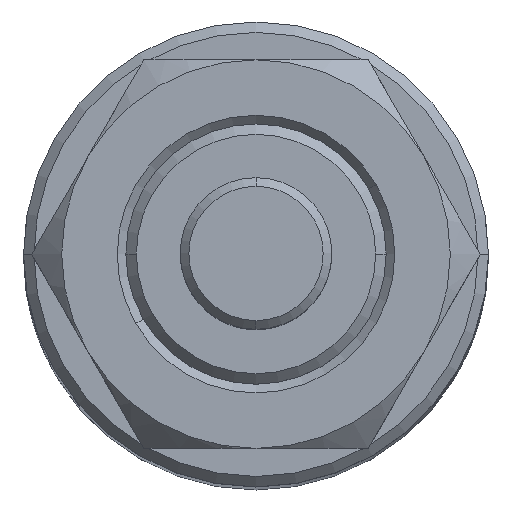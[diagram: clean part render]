
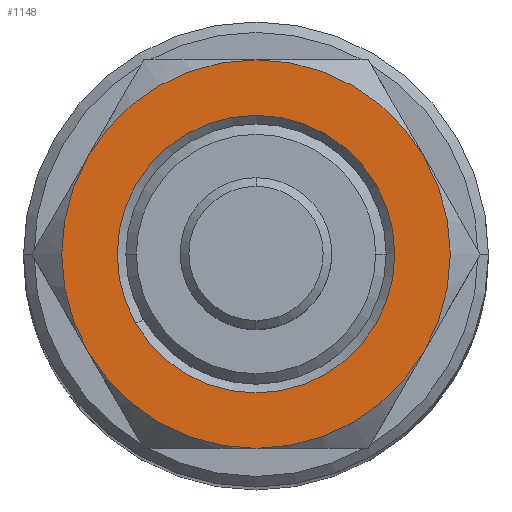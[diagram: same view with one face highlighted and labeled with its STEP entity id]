
A CAD part, top view. The second image highlights one B-rep face of the part: STEP entity #1148.
In plain terms, the highlighted planar face has unit normal (0, 0, 1).
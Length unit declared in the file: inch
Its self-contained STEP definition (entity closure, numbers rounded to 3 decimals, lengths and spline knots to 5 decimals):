
#73 = ORIENTED_EDGE ( 'NONE', *, *, #1911, .F. ) ;
#106 = CARTESIAN_POINT ( 'NONE',  ( 0., 0., 0.21 ) ) ;
#108 = CIRCLE ( 'NONE', #1799, 0.56 ) ;
#130 = DIRECTION ( 'NONE',  ( -1., 0., 0. ) ) ;
#140 = CIRCLE ( 'NONE', #1486, 0.56 ) ;
#195 = DIRECTION ( 'NONE',  ( -1., 0., 0. ) ) ;
#324 = ORIENTED_EDGE ( 'NONE', *, *, #2556, .F. ) ;
#327 = DIRECTION ( 'NONE',  ( 1., 0., 0. ) ) ;
#410 = EDGE_CURVE ( 'NONE', #1375, #1561, #1604, .T. ) ;
#414 = CIRCLE ( 'NONE', #1867, 0.56 ) ;
#472 = CARTESIAN_POINT ( 'NONE',  ( 0., 0., 0.21 ) ) ;
#495 = CARTESIAN_POINT ( 'NONE',  ( 0., 0., 0.21 ) ) ;
#496 = EDGE_CURVE ( 'NONE', #1074, #1526, #140, .T. ) ;
#632 = CARTESIAN_POINT ( 'NONE',  ( 0.28, 0.48497, 0.21 ) ) ;
#697 = DIRECTION ( 'NONE',  ( -1., 0., 0. ) ) ;
#718 = DIRECTION ( 'NONE',  ( -1., 0., 0. ) ) ;
#791 = EDGE_LOOP ( 'NONE', ( #2168, #813 ) ) ;
#813 = ORIENTED_EDGE ( 'NONE', *, *, #410, .T. ) ;
#895 = DIRECTION ( 'NONE',  ( 0., 0., -1. ) ) ;
#909 = CIRCLE ( 'NONE', #2120, 0.4 ) ;
#931 = EDGE_LOOP ( 'NONE', ( #73, #1134, #324, #2593, #2839, #1028 ) ) ;
#1028 = ORIENTED_EDGE ( 'NONE', *, *, #496, .F. ) ;
#1047 = EDGE_CURVE ( 'NONE', #1844, #1165, #414, .T. ) ;
#1060 = CARTESIAN_POINT ( 'NONE',  ( 0., 0., 0.21 ) ) ;
#1066 = DIRECTION ( 'NONE',  ( 0., 0., -1. ) ) ;
#1074 = VERTEX_POINT ( 'NONE', #2444 ) ;
#1113 = CARTESIAN_POINT ( 'NONE',  ( 0., 0., 0.21 ) ) ;
#1134 = ORIENTED_EDGE ( 'NONE', *, *, #1590, .F. ) ;
#1148 = ADVANCED_FACE ( 'NONE', ( #1567, #1322 ), #2700, .F. ) ;
#1165 = VERTEX_POINT ( 'NONE', #2267 ) ;
#1251 = EDGE_CURVE ( 'NONE', #1561, #1375, #909, .T. ) ;
#1268 = CARTESIAN_POINT ( 'NONE',  ( -0.4, 0., 0.21 ) ) ;
#1285 = DIRECTION ( 'NONE',  ( -1., 0., 0. ) ) ;
#1322 = FACE_OUTER_BOUND ( 'NONE', #931, .T. ) ;
#1339 = DIRECTION ( 'NONE',  ( -1., 0., 0. ) ) ;
#1350 = AXIS2_PLACEMENT_3D ( 'NONE', #2262, #895, #2480 ) ;
#1375 = VERTEX_POINT ( 'NONE', #1268 ) ;
#1467 = DIRECTION ( 'NONE',  ( 0., 0., -1. ) ) ;
#1472 = CIRCLE ( 'NONE', #1884, 0.56 ) ;
#1484 = VERTEX_POINT ( 'NONE', #1973 ) ;
#1486 = AXIS2_PLACEMENT_3D ( 'NONE', #2422, #1066, #2649 ) ;
#1526 = VERTEX_POINT ( 'NONE', #632 ) ;
#1531 = DIRECTION ( 'NONE',  ( 0., 0., -1. ) ) ;
#1561 = VERTEX_POINT ( 'NONE', #1781 ) ;
#1567 = FACE_BOUND ( 'NONE', #791, .T. ) ;
#1590 = EDGE_CURVE ( 'NONE', #1484, #2273, #2014, .T. ) ;
#1604 = CIRCLE ( 'NONE', #1982, 0.4 ) ;
#1619 = AXIS2_PLACEMENT_3D ( 'NONE', #472, #2056, #697 ) ;
#1675 = DIRECTION ( 'NONE',  ( 0., 0., 1. ) ) ;
#1709 = CARTESIAN_POINT ( 'NONE',  ( -0.56, 0., 0.21 ) ) ;
#1781 = CARTESIAN_POINT ( 'NONE',  ( 0.4, 0., 0.21 ) ) ;
#1799 = AXIS2_PLACEMENT_3D ( 'NONE', #1060, #2643, #1285 ) ;
#1844 = VERTEX_POINT ( 'NONE', #2170 ) ;
#1867 = AXIS2_PLACEMENT_3D ( 'NONE', #2885, #1531, #195 ) ;
#1884 = AXIS2_PLACEMENT_3D ( 'NONE', #106, #1675, #327 ) ;
#1911 = EDGE_CURVE ( 'NONE', #2273, #1074, #108, .T. ) ;
#1973 = CARTESIAN_POINT ( 'NONE',  ( -0.28, -0.48497, 0.21 ) ) ;
#1982 = AXIS2_PLACEMENT_3D ( 'NONE', #2823, #1467, #130 ) ;
#2006 = CIRCLE ( 'NONE', #1619, 0.56 ) ;
#2014 = CIRCLE ( 'NONE', #2814, 0.56 ) ;
#2056 = DIRECTION ( 'NONE',  ( 0., 0., -1. ) ) ;
#2081 = DIRECTION ( 'NONE',  ( 0., 0., -1. ) ) ;
#2120 = AXIS2_PLACEMENT_3D ( 'NONE', #495, #2081, #718 ) ;
#2166 = EDGE_CURVE ( 'NONE', #1844, #1526, #1472, .T. ) ;
#2168 = ORIENTED_EDGE ( 'NONE', *, *, #1251, .T. ) ;
#2170 = CARTESIAN_POINT ( 'NONE',  ( 0.56, 0., 0.21 ) ) ;
#2262 = CARTESIAN_POINT ( 'NONE',  ( 0.56, 0.96995, 0.21 ) ) ;
#2267 = CARTESIAN_POINT ( 'NONE',  ( 0.28, -0.48497, 0.21 ) ) ;
#2273 = VERTEX_POINT ( 'NONE', #1709 ) ;
#2422 = CARTESIAN_POINT ( 'NONE',  ( 0., 0., 0.21 ) ) ;
#2444 = CARTESIAN_POINT ( 'NONE',  ( -0.28, 0.48497, 0.21 ) ) ;
#2480 = DIRECTION ( 'NONE',  ( -1., 0., 0. ) ) ;
#2556 = EDGE_CURVE ( 'NONE', #1165, #1484, #2006, .T. ) ;
#2593 = ORIENTED_EDGE ( 'NONE', *, *, #1047, .F. ) ;
#2643 = DIRECTION ( 'NONE',  ( 0., 0., -1. ) ) ;
#2649 = DIRECTION ( 'NONE',  ( -1., 0., 0. ) ) ;
#2699 = DIRECTION ( 'NONE',  ( 0., 0., -1. ) ) ;
#2700 = PLANE ( 'NONE',  #1350 ) ;
#2814 = AXIS2_PLACEMENT_3D ( 'NONE', #1113, #2699, #1339 ) ;
#2823 = CARTESIAN_POINT ( 'NONE',  ( 0., 0., 0.21 ) ) ;
#2839 = ORIENTED_EDGE ( 'NONE', *, *, #2166, .T. ) ;
#2885 = CARTESIAN_POINT ( 'NONE',  ( 0., 0., 0.21 ) ) ;
